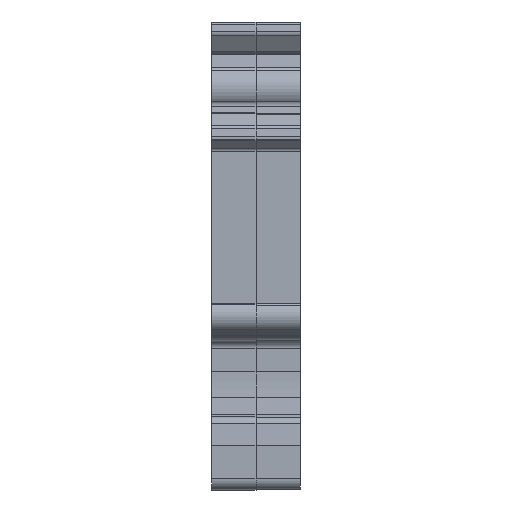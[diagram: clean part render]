
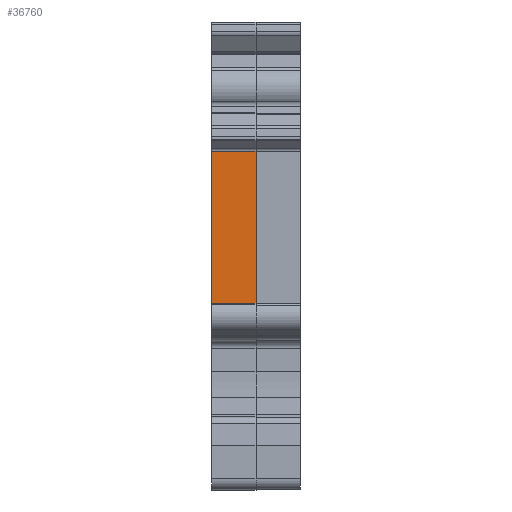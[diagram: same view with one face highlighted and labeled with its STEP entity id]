
A CAD part, left-side view. The second image highlights one B-rep face of the part: STEP entity #36760.
In plain terms, the highlighted planar face has unit normal (-1, 0, 0).
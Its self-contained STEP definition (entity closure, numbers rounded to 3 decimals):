
#1931 = PLANE ( 'NONE',  #51164 ) ;
#6321 = DIRECTION ( 'NONE',  ( 0., 0., 1. ) ) ;
#6329 = DIRECTION ( 'NONE',  ( 1., 0., 0. ) ) ;
#6583 = LINE ( 'NONE', #36030, #16379 ) ;
#6863 = DIRECTION ( 'NONE',  ( 0., 0., -1. ) ) ;
#7021 = VERTEX_POINT ( 'NONE', #28252 ) ;
#7646 = ORIENTED_EDGE ( 'NONE', *, *, #33006, .F. ) ;
#7794 = CARTESIAN_POINT ( 'NONE',  ( -47.085, 8., 23.288 ) ) ;
#10371 = EDGE_CURVE ( 'NONE', #45048, #21054, #37507, .T. ) ;
#16058 = LINE ( 'NONE', #7794, #41291 ) ;
#16379 = VECTOR ( 'NONE', #6321, 1000. ) ;
#16514 = VECTOR ( 'NONE', #28384, 1000. ) ;
#21054 = VERTEX_POINT ( 'NONE', #35506 ) ;
#22617 = CARTESIAN_POINT ( 'NONE',  ( -47.085, 8., 9.575 ) ) ;
#24364 = ORIENTED_EDGE ( 'NONE', *, *, #48510, .T. ) ;
#28252 = CARTESIAN_POINT ( 'NONE',  ( -47.085, 4., 23.288 ) ) ;
#28384 = DIRECTION ( 'NONE',  ( 0., 0., 1. ) ) ;
#29920 = VECTOR ( 'NONE', #48904, 1000. ) ;
#30207 = ORIENTED_EDGE ( 'NONE', *, *, #34122, .T. ) ;
#31414 = LINE ( 'NONE', #48358, #29920 ) ;
#32473 = VERTEX_POINT ( 'NONE', #51694 ) ;
#32592 = DIRECTION ( 'NONE',  ( 0., -1., 0. ) ) ;
#33006 = EDGE_CURVE ( 'NONE', #21054, #7021, #16058, .T. ) ;
#33070 = ORIENTED_EDGE ( 'NONE', *, *, #10371, .F. ) ;
#34122 = EDGE_CURVE ( 'NONE', #45048, #32473, #31414, .T. ) ;
#35506 = CARTESIAN_POINT ( 'NONE',  ( -47.085, 8., 23.288 ) ) ;
#35763 = FACE_OUTER_BOUND ( 'NONE', #37932, .T. ) ;
#36030 = CARTESIAN_POINT ( 'NONE',  ( -47.085, 4., 9.575 ) ) ;
#36760 = ADVANCED_FACE ( 'NONE', ( #35763 ), #1931, .F. ) ;
#37507 = LINE ( 'NONE', #54204, #16514 ) ;
#37932 = EDGE_LOOP ( 'NONE', ( #24364, #7646, #33070, #30207 ) ) ;
#41291 = VECTOR ( 'NONE', #32592, 1000. ) ;
#45048 = VERTEX_POINT ( 'NONE', #51715 ) ;
#48358 = CARTESIAN_POINT ( 'NONE',  ( -47.085, 8., 9.575 ) ) ;
#48510 = EDGE_CURVE ( 'NONE', #32473, #7021, #6583, .T. ) ;
#48904 = DIRECTION ( 'NONE',  ( 0., -1., 0. ) ) ;
#51164 = AXIS2_PLACEMENT_3D ( 'NONE', #22617, #6329, #6863 ) ;
#51694 = CARTESIAN_POINT ( 'NONE',  ( -47.085, 4., 9.575 ) ) ;
#51715 = CARTESIAN_POINT ( 'NONE',  ( -47.085, 8., 9.575 ) ) ;
#54204 = CARTESIAN_POINT ( 'NONE',  ( -47.085, 8., 9.575 ) ) ;
